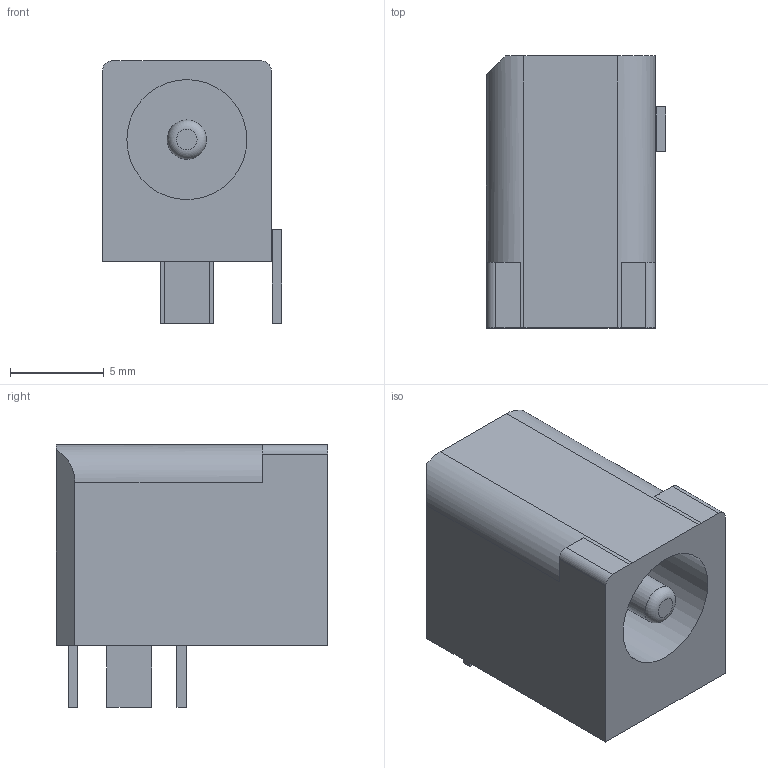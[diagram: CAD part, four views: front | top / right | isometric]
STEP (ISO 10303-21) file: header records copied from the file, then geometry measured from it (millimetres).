
FILE_DESCRIPTION(('FreeCAD Model'),'2;1');
FILE_NAME('Open CASCADE Shape Model','2025-08-07T10:51:16',( 'kicad StepUp'),('ksu MCAD'),'Open CASCADE STEP processor 7.8', 'FreeCAD','Unknown');
FILE_SCHEMA(('AUTOMOTIVE_DESIGN { 1 0 10303 214 1 1 1 1 }'));
Length unit declared in the file: millimetre
Products named in the file (1): BarrelJack-694108301002
Bounding box: 9.55 x 14.5 x 14.01 mm (x, y, z)
Volume: 1099.6 mm3; surface area: 1074.9 mm2
Topology: 2 solids, 2 shells, 38 faces, 89 edges, 59 vertices
Faces by surface type: plane 31, cylinder 6, torus 1
Full cylindrical faces by diameter (mm): 2.1 x1, 6.4 x1
Entity records: 1455 total; most frequent: CARTESIAN_POINT 187, DIRECTION 184, ORIENTED_EDGE 178, EDGE_CURVE 89, LINE 72, VECTOR 72, VERTEX_POINT 59, AXIS2_PLACEMENT_3D 56
